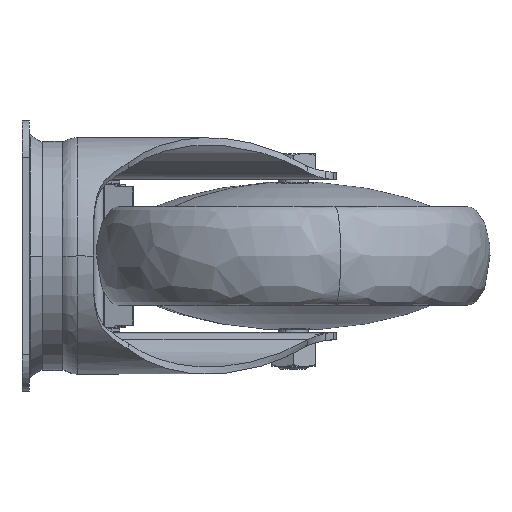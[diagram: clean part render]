
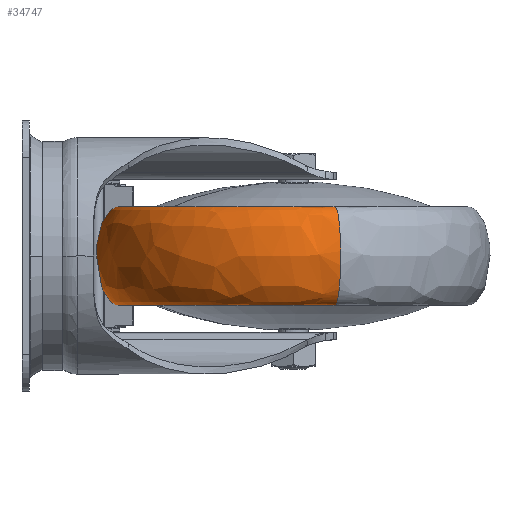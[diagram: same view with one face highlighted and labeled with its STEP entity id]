
A CAD part, left-side view. The second image highlights one B-rep face of the part: STEP entity #34747.
In plain terms, the highlighted free-form (B-spline) face has degree [3, 3] with [4, 4] control points.
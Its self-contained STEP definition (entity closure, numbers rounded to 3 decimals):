
#4518 = CARTESIAN_POINT ( 'NONE',  ( 122.435, -93.06, 20. ) ) ;
#5441 = CARTESIAN_POINT ( 'NONE',  ( 122.435, -93.06, -20. ) ) ;
#6437 = CARTESIAN_POINT ( 'NONE',  ( -14.435, -126.94, 20. ) ) ;
#6490 = EDGE_CURVE ( 'NONE', #34700, #16985, #17678, .T. ) ;
#6560 = CARTESIAN_POINT ( 'NONE',  ( -32.878, -131.505, -20. ) ) ;
#6799 = CARTESIAN_POINT ( 'NONE',  ( -48.314, 9.929, -20. ) ) ;
#7981 = EDGE_CURVE ( 'NONE', #15725, #34700, #43384, .T. ) ;
#10168 = CARTESIAN_POINT ( 'NONE',  ( 140.878, -88.495, -20. ) ) ;
#10180 = DIRECTION ( 'NONE',  ( 0., 0., -1. ) ) ;
#10363 = EDGE_CURVE ( 'NONE', #17125, #16985, #46746, .T. ) ;
#10473 = CARTESIAN_POINT ( 'NONE',  ( 122.435, -93.06, 20. ) ) ;
#10648 = CARTESIAN_POINT ( 'NONE',  ( 54., -110., -20. ) ) ;
#12839 = CARTESIAN_POINT ( 'NONE',  ( 88.555, 43.809, -20. ) ) ;
#13339 = CARTESIAN_POINT ( 'NONE',  ( -14.435, -126.94, 20. ) ) ;
#15155 = ORIENTED_EDGE ( 'NONE', *, *, #33279, .F. ) ;
#15725 = VERTEX_POINT ( 'NONE', #13339 ) ;
#16382 = CARTESIAN_POINT ( 'NONE',  ( -75.888, 42.251, 20. ) ) ;
#16623 = CARTESIAN_POINT ( 'NONE',  ( -75.888, 42.251, -20. ) ) ;
#16918 = AXIS2_PLACEMENT_3D ( 'NONE', #29807, #44335, #32673 ) ;
#16985 = VERTEX_POINT ( 'NONE', #45257 ) ;
#17125 = VERTEX_POINT ( 'NONE', #10473 ) ;
#17678 = CIRCLE ( 'NONE', #21491, 70.5 ) ;
#18330 = ORIENTED_EDGE ( 'NONE', *, *, #10363, .T. ) ;
#20910 = CARTESIAN_POINT ( 'NONE',  ( -32.878, -131.505, -20. ) ) ;
#21491 = AXIS2_PLACEMENT_3D ( 'NONE', #10648, #10180, #46856 ) ;
#21522 = CARTESIAN_POINT ( 'NONE',  ( 122.435, -93.06, 20. ) ) ;
#22875 = ORIENTED_EDGE ( 'NONE', *, *, #7981, .F. ) ;
#23555 = CARTESIAN_POINT ( 'NONE',  ( 140.878, -88.495, -20. ) ) ;
#25380 = CARTESIAN_POINT ( 'NONE',  ( 122.435, -93.06, -20. ) ) ;
#26910 = CARTESIAN_POINT ( 'NONE',  ( 140.878, -88.495, 20. ) ) ;
#28522 = FACE_OUTER_BOUND ( 'NONE', #36166, .T. ) ;
#29807 = CARTESIAN_POINT ( 'NONE',  ( 54., -110., 20. ) ) ;
#32063 = CARTESIAN_POINT ( 'NONE',  ( 88.555, 43.809, 20. ) ) ;
#32315 = CARTESIAN_POINT ( 'NONE',  ( -32.878, -131.505, 20. ) ) ;
#32673 = DIRECTION ( 'NONE',  ( 0.971, 0.24, 0. ) ) ;
#33279 = EDGE_CURVE ( 'NONE', #17125, #15725, #45084, .T. ) ;
#34530 = CARTESIAN_POINT ( 'NONE',  ( 140.878, -88.495, 20. ) ) ;
#34700 = VERTEX_POINT ( 'NONE', #46953 ) ;
#34747 = ADVANCED_FACE ( 'NONE', ( #28522 ), #41307, .F. ) ;
#35524 = CARTESIAN_POINT ( 'NONE',  ( -14.435, -126.94, -20. ) ) ;
#36166 = EDGE_LOOP ( 'NONE', ( #22875, #15155, #18330, #46443 ) ) ;
#39462 = CARTESIAN_POINT ( 'NONE',  ( -14.435, -126.94, -20. ) ) ;
#39697 = CARTESIAN_POINT ( 'NONE',  ( -48.314, 9.929, 20. ) ) ;
#41307 =( BOUNDED_SURFACE ( )  B_SPLINE_SURFACE ( 3, 3, ( 
 ( #47086, #39697, #32063, #21522 ),
 ( #32315, #16382, #43026, #34530 ),
 ( #6560, #16623, #46847, #10168 ),
 ( #39462, #6799, #12839, #25380 ) ),
 .UNSPECIFIED., .F., .F., .F. ) 
 B_SPLINE_SURFACE_WITH_KNOTS ( ( 4, 4 ),
 ( 4, 4 ),
 ( 0., 1. ),
 ( 0., 1. ),
 .UNSPECIFIED. ) 
 GEOMETRIC_REPRESENTATION_ITEM ( )  RATIONAL_B_SPLINE_SURFACE ( (
 ( 1., 0.333, 0.333, 1.),
 ( 0.333, 0.111, 0.111, 0.333),
 ( 0.333, 0.111, 0.111, 0.333),
 ( 1., 0.333, 0.333, 1.) ) ) 
 REPRESENTATION_ITEM ( '' )  SURFACE ( )  );
#43026 = CARTESIAN_POINT ( 'NONE',  ( 97.868, 85.261, 20. ) ) ;
#43384 =( BOUNDED_CURVE ( )  B_SPLINE_CURVE ( 3, ( #6437, #46729, #20910, #35524 ),
 .UNSPECIFIED., .F., .F. ) 
 B_SPLINE_CURVE_WITH_KNOTS ( ( 4, 4 ),
 ( 0., 1. ),
 .UNSPECIFIED. ) 
 CURVE ( )  GEOMETRIC_REPRESENTATION_ITEM ( )  RATIONAL_B_SPLINE_CURVE ( ( 1., 0.333, 0.333, 1. ) ) 
 REPRESENTATION_ITEM ( '' )  );
#44335 = DIRECTION ( 'NONE',  ( 0., 0., 1. ) ) ;
#45084 = CIRCLE ( 'NONE', #16918, 70.5 ) ;
#45257 = CARTESIAN_POINT ( 'NONE',  ( 122.435, -93.06, -20. ) ) ;
#46443 = ORIENTED_EDGE ( 'NONE', *, *, #6490, .F. ) ;
#46729 = CARTESIAN_POINT ( 'NONE',  ( -32.878, -131.505, 20. ) ) ;
#46746 =( BOUNDED_CURVE ( )  B_SPLINE_CURVE ( 3, ( #4518, #26910, #23555, #5441 ),
 .UNSPECIFIED., .F., .F. ) 
 B_SPLINE_CURVE_WITH_KNOTS ( ( 4, 4 ),
 ( 0., 1. ),
 .UNSPECIFIED. ) 
 CURVE ( )  GEOMETRIC_REPRESENTATION_ITEM ( )  RATIONAL_B_SPLINE_CURVE ( ( 1., 0.333, 0.333, 1. ) ) 
 REPRESENTATION_ITEM ( '' )  );
#46847 = CARTESIAN_POINT ( 'NONE',  ( 97.868, 85.261, -20. ) ) ;
#46856 = DIRECTION ( 'NONE',  ( 0.971, 0.24, 0. ) ) ;
#46953 = CARTESIAN_POINT ( 'NONE',  ( -14.435, -126.94, -20. ) ) ;
#47086 = CARTESIAN_POINT ( 'NONE',  ( -14.435, -126.94, 20. ) ) ;
